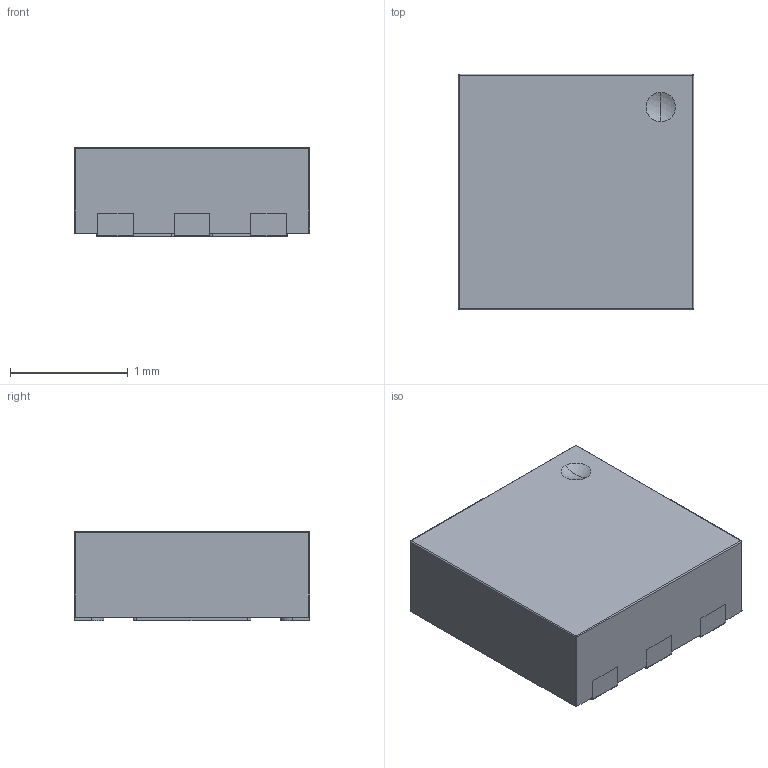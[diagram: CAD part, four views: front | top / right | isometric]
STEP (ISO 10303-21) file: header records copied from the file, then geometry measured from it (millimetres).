
FILE_DESCRIPTION (( 'STEP AP214' ), '1' );
FILE_NAME ('2B7CF2D2-1C5D-4D6D-AF1F-8084B6EBEB80.STEP', '2024-01-10T06:43:00', ( '' ), ( '' ), 'SwSTEP 2.0', 'SolidWorks 2022', '' );
FILE_SCHEMA (( 'AUTOMOTIVE_DESIGN' ));
Length unit declared in the file: millimetre
Products named in the file (1): 2B7CF2D2-1C5D-4D6D-AF1F-8084B6EBEB80
Bounding box: 2 x 2 x 0.76 mm (x, y, z)
Volume: 3 mm3; surface area: 14.2 mm2
Topology: 1 solids, 1 shells, 87 faces, 237 edges, 151 vertices
Faces by surface type: plane 47, cylinder 34, sphere 6
Entity records: 3493 total; most frequent: CARTESIAN_POINT 478, DIRECTION 475, ORIENTED_EDGE 466, EDGE_CURVE 233, VECTOR 163, LINE 163, AXIS2_PLACEMENT_3D 156, VERTEX_POINT 151
